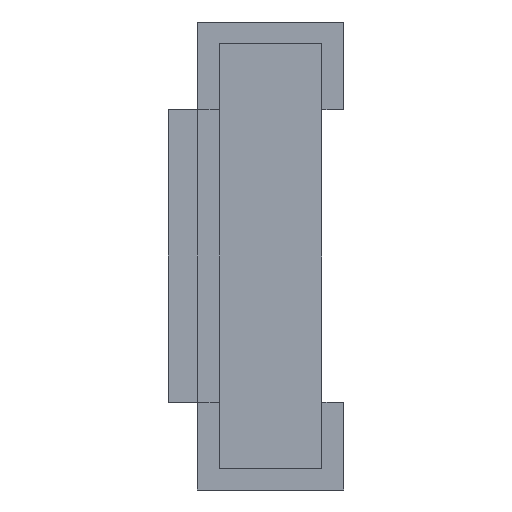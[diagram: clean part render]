
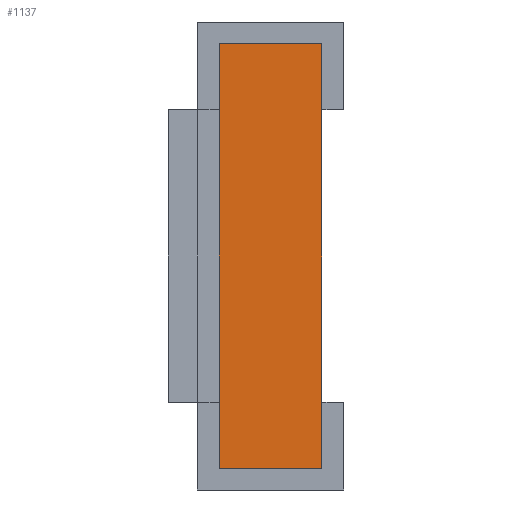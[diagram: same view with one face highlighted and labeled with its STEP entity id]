
A CAD part, left-side view. The second image highlights one B-rep face of the part: STEP entity #1137.
In plain terms, the highlighted planar face has unit normal (-1, 0, 0).
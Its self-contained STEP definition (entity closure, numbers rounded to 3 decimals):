
#56 = AXIS2_PLACEMENT_3D ( 'NONE', #380, #1088, #1910 ) ;
#117 = EDGE_LOOP ( 'NONE', ( #1173, #2042, #2657, #2800 ) ) ;
#175 = EDGE_CURVE ( 'NONE', #984, #2788, #835, .T. ) ;
#380 = CARTESIAN_POINT ( 'NONE',  ( -1.6, 0., 0. ) ) ;
#385 = CARTESIAN_POINT ( 'NONE',  ( -1.6, 0.425, -0.725 ) ) ;
#463 = CARTESIAN_POINT ( 'NONE',  ( -1.6, 0.075, 0.725 ) ) ;
#515 = VERTEX_POINT ( 'NONE', #3827 ) ;
#538 = DIRECTION ( 'NONE',  ( 0., 1., 0. ) ) ;
#650 = EDGE_CURVE ( 'NONE', #2788, #515, #4140, .T. ) ;
#730 = CARTESIAN_POINT ( 'NONE',  ( -1.6, 0.425, -0.725 ) ) ;
#786 = FACE_OUTER_BOUND ( 'NONE', #117, .T. ) ;
#835 = LINE ( 'NONE', #2443, #4284 ) ;
#847 = DIRECTION ( 'NONE',  ( 0., 0., -1. ) ) ;
#984 = VERTEX_POINT ( 'NONE', #4890 ) ;
#1061 = VERTEX_POINT ( 'NONE', #463 ) ;
#1088 = DIRECTION ( 'NONE',  ( 1., 0., 0. ) ) ;
#1137 = ADVANCED_FACE ( 'NONE', ( #786 ), #1450, .F. ) ;
#1173 = ORIENTED_EDGE ( 'NONE', *, *, #4558, .F. ) ;
#1424 = DIRECTION ( 'NONE',  ( 0., 0., 1. ) ) ;
#1450 = PLANE ( 'NONE',  #56 ) ;
#1669 = VECTOR ( 'NONE', #1424, 1000. ) ;
#1910 = DIRECTION ( 'NONE',  ( 0., 0., -1. ) ) ;
#2042 = ORIENTED_EDGE ( 'NONE', *, *, #650, .F. ) ;
#2098 = VECTOR ( 'NONE', #847, 1000. ) ;
#2190 = LINE ( 'NONE', #3639, #3257 ) ;
#2443 = CARTESIAN_POINT ( 'NONE',  ( -1.6, 0.075, -0.725 ) ) ;
#2657 = ORIENTED_EDGE ( 'NONE', *, *, #175, .F. ) ;
#2660 = LINE ( 'NONE', #2740, #2098 ) ;
#2740 = CARTESIAN_POINT ( 'NONE',  ( -1.6, 0.075, 0.725 ) ) ;
#2788 = VERTEX_POINT ( 'NONE', #385 ) ;
#2800 = ORIENTED_EDGE ( 'NONE', *, *, #3912, .F. ) ;
#3257 = VECTOR ( 'NONE', #4109, 1000. ) ;
#3639 = CARTESIAN_POINT ( 'NONE',  ( -1.6, 0.425, 0.725 ) ) ;
#3827 = CARTESIAN_POINT ( 'NONE',  ( -1.6, 0.425, 0.725 ) ) ;
#3912 = EDGE_CURVE ( 'NONE', #1061, #984, #2660, .T. ) ;
#4109 = DIRECTION ( 'NONE',  ( 0., -1., 0. ) ) ;
#4140 = LINE ( 'NONE', #730, #1669 ) ;
#4284 = VECTOR ( 'NONE', #538, 1000. ) ;
#4558 = EDGE_CURVE ( 'NONE', #515, #1061, #2190, .T. ) ;
#4890 = CARTESIAN_POINT ( 'NONE',  ( -1.6, 0.075, -0.725 ) ) ;
